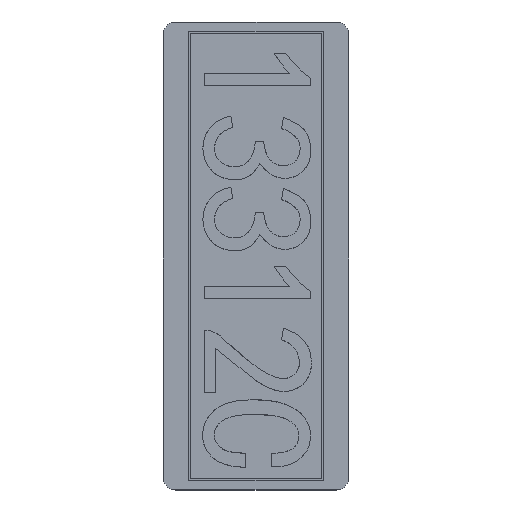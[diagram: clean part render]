
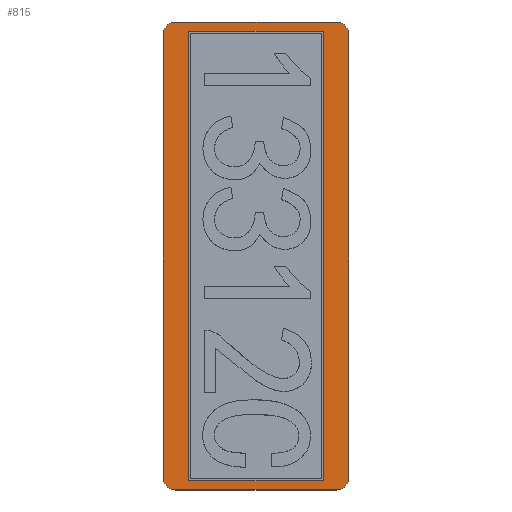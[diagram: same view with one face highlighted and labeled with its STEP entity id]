
A CAD part, top view. The second image highlights one B-rep face of the part: STEP entity #815.
In plain terms, the highlighted planar face has unit normal (0, 0, 1).
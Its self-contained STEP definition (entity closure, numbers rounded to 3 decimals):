
#4 = LINE ( 'NONE', #2897, #2279 ) ;
#42 = VECTOR ( 'NONE', #2516, 1000. ) ;
#119 = CIRCLE ( 'NONE', #2726, 3. ) ;
#205 = CARTESIAN_POINT ( 'NONE',  ( 20.22, 56.911, 3.86 ) ) ;
#213 = PLANE ( 'NONE',  #1761 ) ;
#256 = EDGE_CURVE ( 'NONE', #959, #4382, #1219, .T. ) ;
#264 = LINE ( 'NONE', #1734, #926 ) ;
#677 = CARTESIAN_POINT ( 'NONE',  ( -17.78, -51.071, 3.86 ) ) ;
#705 = VERTEX_POINT ( 'NONE', #1527 ) ;
#727 = ORIENTED_EDGE ( 'NONE', *, *, #4240, .T. ) ;
#815 = ADVANCED_FACE ( 'NONE', ( #4127, #3686 ), #213, .F. ) ;
#853 = AXIS2_PLACEMENT_3D ( 'NONE', #2681, #4096, #1296 ) ;
#874 = EDGE_CURVE ( 'NONE', #3062, #4480, #264, .T. ) ;
#926 = VECTOR ( 'NONE', #3520, 1000. ) ;
#959 = VERTEX_POINT ( 'NONE', #3493 ) ;
#1007 = VECTOR ( 'NONE', #2406, 1000. ) ;
#1130 = CARTESIAN_POINT ( 'NONE',  ( -14.78, -49.38, 3.86 ) ) ;
#1219 = LINE ( 'NONE', #2648, #3308 ) ;
#1251 = LINE ( 'NONE', #1676, #1007 ) ;
#1255 = EDGE_CURVE ( 'NONE', #4388, #3062, #2912, .T. ) ;
#1296 = DIRECTION ( 'NONE',  ( -1., 0., 0. ) ) ;
#1311 = VECTOR ( 'NONE', #4618, 1000. ) ;
#1400 = ORIENTED_EDGE ( 'NONE', *, *, #2630, .F. ) ;
#1467 = CARTESIAN_POINT ( 'NONE',  ( -24.18, 54.67, 3.86 ) ) ;
#1501 = EDGE_LOOP ( 'NONE', ( #3019, #727, #1586, #3706, #2988, #3291, #3235, #3924 ) ) ;
#1527 = CARTESIAN_POINT ( 'NONE',  ( -20.78, 53.911, 3.86 ) ) ;
#1568 = CARTESIAN_POINT ( 'NONE',  ( 20.22, -54.071, 3.86 ) ) ;
#1586 = ORIENTED_EDGE ( 'NONE', *, *, #4318, .T. ) ;
#1625 = CARTESIAN_POINT ( 'NONE',  ( -24.18, -49.38, 3.86 ) ) ;
#1645 = DIRECTION ( 'NONE',  ( 0., -1., 0. ) ) ;
#1676 = CARTESIAN_POINT ( 'NONE',  ( -20.78, -54.071, 3.86 ) ) ;
#1734 = CARTESIAN_POINT ( 'NONE',  ( -24.18, -51.83, 3.86 ) ) ;
#1761 = AXIS2_PLACEMENT_3D ( 'NONE', #1625, #2623, #1645 ) ;
#1767 = CIRCLE ( 'NONE', #853, 3. ) ;
#1769 = CARTESIAN_POINT ( 'NONE',  ( -17.78, 53.911, 3.86 ) ) ;
#1883 = ORIENTED_EDGE ( 'NONE', *, *, #1255, .F. ) ;
#1966 = CARTESIAN_POINT ( 'NONE',  ( 17.22, -51.83, 3.86 ) ) ;
#1971 = VERTEX_POINT ( 'NONE', #205 ) ;
#2079 = VERTEX_POINT ( 'NONE', #2844 ) ;
#2087 = EDGE_CURVE ( 'NONE', #705, #2079, #4402, .T. ) ;
#2197 = EDGE_CURVE ( 'NONE', #2390, #4580, #1251, .T. ) ;
#2216 = DIRECTION ( 'NONE',  ( -1., 0., 0. ) ) ;
#2251 = EDGE_CURVE ( 'NONE', #4580, #959, #1767, .T. ) ;
#2272 = ORIENTED_EDGE ( 'NONE', *, *, #874, .F. ) ;
#2279 = VECTOR ( 'NONE', #2502, 1000. ) ;
#2292 = VECTOR ( 'NONE', #2216, 1000. ) ;
#2354 = LINE ( 'NONE', #3053, #3766 ) ;
#2390 = VERTEX_POINT ( 'NONE', #2629 ) ;
#2406 = DIRECTION ( 'NONE',  ( 1., 0., 0. ) ) ;
#2447 = DIRECTION ( 'NONE',  ( -1., 0., 0. ) ) ;
#2502 = DIRECTION ( 'NONE',  ( -1., 0., 0. ) ) ;
#2516 = DIRECTION ( 'NONE',  ( 0., -1., 0. ) ) ;
#2623 = DIRECTION ( 'NONE',  ( 0., 0., -1. ) ) ;
#2629 = CARTESIAN_POINT ( 'NONE',  ( -17.78, -54.071, 3.86 ) ) ;
#2630 = EDGE_CURVE ( 'NONE', #4326, #4388, #3977, .T. ) ;
#2648 = CARTESIAN_POINT ( 'NONE',  ( 23.22, 56.911, 3.86 ) ) ;
#2681 = CARTESIAN_POINT ( 'NONE',  ( 20.22, -51.071, 3.86 ) ) ;
#2719 = AXIS2_PLACEMENT_3D ( 'NONE', #3956, #3604, #3255 ) ;
#2726 = AXIS2_PLACEMENT_3D ( 'NONE', #1769, #3508, #2447 ) ;
#2844 = CARTESIAN_POINT ( 'NONE',  ( -20.78, -51.071, 3.86 ) ) ;
#2897 = CARTESIAN_POINT ( 'NONE',  ( -20.78, 56.911, 3.86 ) ) ;
#2912 = LINE ( 'NONE', #1130, #42 ) ;
#2988 = ORIENTED_EDGE ( 'NONE', *, *, #2087, .T. ) ;
#3019 = ORIENTED_EDGE ( 'NONE', *, *, #256, .T. ) ;
#3053 = CARTESIAN_POINT ( 'NONE',  ( 17.22, -49.38, 3.86 ) ) ;
#3062 = VERTEX_POINT ( 'NONE', #4457 ) ;
#3065 = EDGE_LOOP ( 'NONE', ( #2272, #1883, #1400, #4350 ) ) ;
#3160 = DIRECTION ( 'NONE',  ( -1., 0., 0. ) ) ;
#3216 = CARTESIAN_POINT ( 'NONE',  ( 23.22, 53.911, 3.86 ) ) ;
#3235 = ORIENTED_EDGE ( 'NONE', *, *, #2197, .T. ) ;
#3255 = DIRECTION ( 'NONE',  ( -1., 0., 0. ) ) ;
#3291 = ORIENTED_EDGE ( 'NONE', *, *, #3447, .T. ) ;
#3308 = VECTOR ( 'NONE', #3364, 1000. ) ;
#3349 = EDGE_CURVE ( 'NONE', #4480, #4326, #2354, .T. ) ;
#3364 = DIRECTION ( 'NONE',  ( 0., 1., 0. ) ) ;
#3447 = EDGE_CURVE ( 'NONE', #2079, #2390, #4437, .T. ) ;
#3477 = EDGE_CURVE ( 'NONE', #3850, #705, #119, .T. ) ;
#3493 = CARTESIAN_POINT ( 'NONE',  ( 23.22, -51.071, 3.86 ) ) ;
#3508 = DIRECTION ( 'NONE',  ( 0., 0., 1. ) ) ;
#3520 = DIRECTION ( 'NONE',  ( 1., 0., 0. ) ) ;
#3547 = CARTESIAN_POINT ( 'NONE',  ( -14.78, 54.67, 3.86 ) ) ;
#3604 = DIRECTION ( 'NONE',  ( 0., 0., 1. ) ) ;
#3686 = FACE_OUTER_BOUND ( 'NONE', #1501, .T. ) ;
#3706 = ORIENTED_EDGE ( 'NONE', *, *, #3477, .T. ) ;
#3766 = VECTOR ( 'NONE', #4450, 1000. ) ;
#3850 = VERTEX_POINT ( 'NONE', #4061 ) ;
#3910 = CARTESIAN_POINT ( 'NONE',  ( -20.78, 56.911, 3.86 ) ) ;
#3915 = CARTESIAN_POINT ( 'NONE',  ( 17.22, 54.67, 3.86 ) ) ;
#3924 = ORIENTED_EDGE ( 'NONE', *, *, #2251, .T. ) ;
#3956 = CARTESIAN_POINT ( 'NONE',  ( 20.22, 53.911, 3.86 ) ) ;
#3977 = LINE ( 'NONE', #1467, #2292 ) ;
#4055 = CIRCLE ( 'NONE', #2719, 3. ) ;
#4061 = CARTESIAN_POINT ( 'NONE',  ( -17.78, 56.911, 3.86 ) ) ;
#4096 = DIRECTION ( 'NONE',  ( 0., 0., 1. ) ) ;
#4127 = FACE_BOUND ( 'NONE', #3065, .T. ) ;
#4240 = EDGE_CURVE ( 'NONE', #4382, #1971, #4055, .T. ) ;
#4250 = DIRECTION ( 'NONE',  ( 0., 0., 1. ) ) ;
#4318 = EDGE_CURVE ( 'NONE', #1971, #3850, #4, .T. ) ;
#4326 = VERTEX_POINT ( 'NONE', #3915 ) ;
#4350 = ORIENTED_EDGE ( 'NONE', *, *, #3349, .F. ) ;
#4382 = VERTEX_POINT ( 'NONE', #3216 ) ;
#4388 = VERTEX_POINT ( 'NONE', #3547 ) ;
#4402 = LINE ( 'NONE', #3910, #1311 ) ;
#4437 = CIRCLE ( 'NONE', #4589, 3. ) ;
#4450 = DIRECTION ( 'NONE',  ( 0., 1., 0. ) ) ;
#4457 = CARTESIAN_POINT ( 'NONE',  ( -14.78, -51.83, 3.86 ) ) ;
#4480 = VERTEX_POINT ( 'NONE', #1966 ) ;
#4580 = VERTEX_POINT ( 'NONE', #1568 ) ;
#4589 = AXIS2_PLACEMENT_3D ( 'NONE', #677, #4250, #3160 ) ;
#4618 = DIRECTION ( 'NONE',  ( 0., -1., 0. ) ) ;
